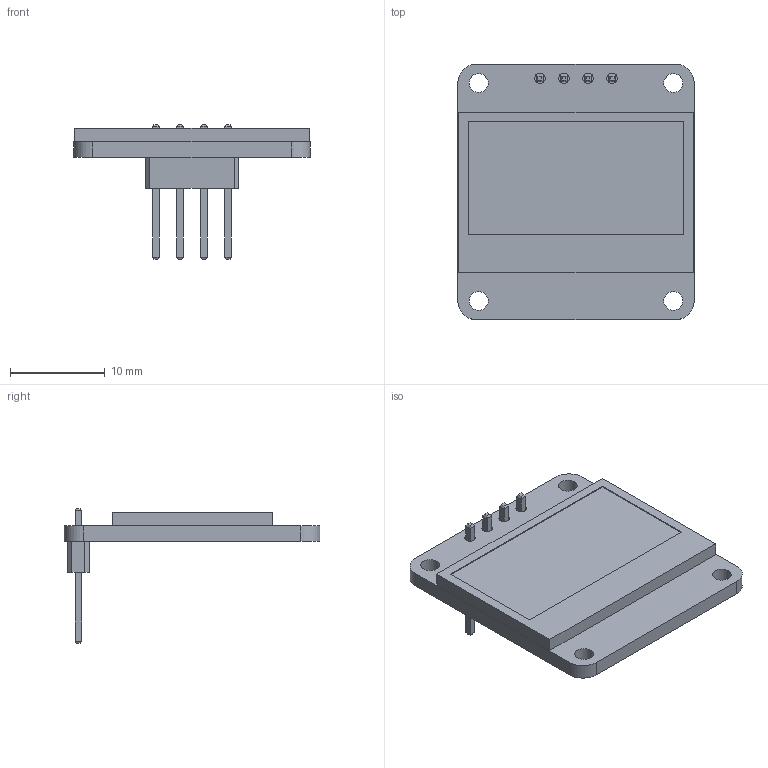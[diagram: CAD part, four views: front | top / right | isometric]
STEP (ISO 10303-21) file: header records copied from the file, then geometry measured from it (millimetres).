
FILE_DESCRIPTION(/* description */ ('STEP AP242','CAx-IF Rec.Pracs.---Representation and Presentation of Product Manufacturing Information (PMI)---4.0---2014-10-13','CAx-IF Rec.Pracs.---3D Tessellated Geometry---0.4---2014-09-14','2;1'),/* implementation_level */ '2;1');
FILE_NAME(/* name */ '68e2e2151a76dbaaae10124e',/* time_stamp */ '2025-10-05T21:24:38Z',/* author */ (''),/* organization */ (''),/* preprocessor_version */ 'ST-DEVELOPER v20',/* originating_system */ 'ONSHAPE BY PTC INC, 1.204',/* authorisation */ ' ');
FILE_SCHEMA (('AP242_MANAGED_MODEL_BASED_3D_ENGINEERING_MIM_LF { 1 0 10303 442 1 1 4 }'));
Length unit declared in the file: metre
Products named in the file (4): Assembly 1; Part 1
Assembly tree (3 placements, depth 2):
  Assembly 1
    Part 1
    Part 1
    Part 1
Bounding box: 24.94 x 27 x 14.23 mm (x, y, z)
Volume: 1707.3 mm3; surface area: 2729.1 mm2
Topology: 3 solids, 3 shells, 111 faces, 256 edges, 160 vertices
Faces by surface type: plane 99, cylinder 12
Full cylindrical faces by diameter (mm): 1.1 x4, 2 x4
Entity records: 3719 total; most frequent: CARTESIAN_POINT 523, DIRECTION 502, ORIENTED_EDGE 496, EDGE_CURVE 248, LINE 224, VECTOR 224, VERTEX_POINT 160, EDGE_LOOP 144
